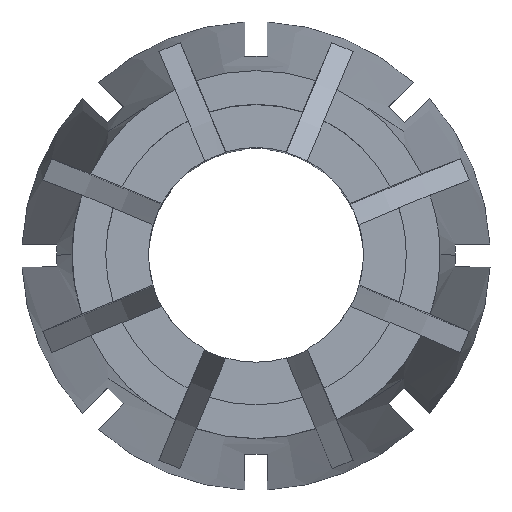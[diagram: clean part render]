
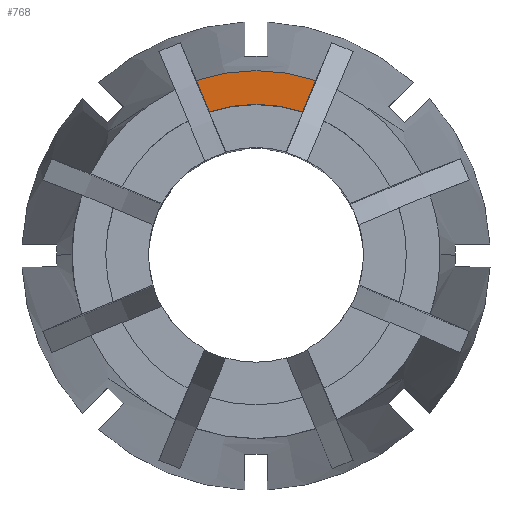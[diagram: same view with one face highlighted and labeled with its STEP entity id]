
A CAD part, top view. The second image highlights one B-rep face of the part: STEP entity #768.
In plain terms, the highlighted planar face has unit normal (0, 0, 1).
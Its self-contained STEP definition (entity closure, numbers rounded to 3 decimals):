
#86 = DIRECTION ( 'NONE',  ( 0.383, 0.924, 0. ) ) ;
#94 = EDGE_CURVE ( 'NONE', #1546, #1807, #1716, .T. ) ;
#103 = ORIENTED_EDGE ( 'NONE', *, *, #2406, .T. ) ;
#210 = ORIENTED_EDGE ( 'NONE', *, *, #3221, .F. ) ;
#222 = CARTESIAN_POINT ( 'NONE',  ( 1.945, 5.676, 0. ) ) ;
#308 = CARTESIAN_POINT ( 'NONE',  ( 1.523, 4.657, 0. ) ) ;
#326 = EDGE_CURVE ( 'NONE', #4395, #3794, #1180, .T. ) ;
#581 = PLANE ( 'NONE',  #1507 ) ;
#741 = CARTESIAN_POINT ( 'NONE',  ( -1.945, 5.676, 0. ) ) ;
#768 = ADVANCED_FACE ( 'NONE', ( #3197 ), #581, .F. ) ;
#859 = DIRECTION ( 'NONE',  ( 0., 0., -1. ) ) ;
#880 = DIRECTION ( 'NONE',  ( -1., 0., 0. ) ) ;
#886 = AXIS2_PLACEMENT_3D ( 'NONE', #4235, #3850, #1103 ) ;
#897 = LINE ( 'NONE', #2641, #4491 ) ;
#922 = EDGE_LOOP ( 'NONE', ( #3537, #103, #1191, #210 ) ) ;
#928 = DIRECTION ( 'NONE',  ( -0.383, 0.924, 0. ) ) ;
#1103 = DIRECTION ( 'NONE',  ( 1., 0., 0. ) ) ;
#1112 = CARTESIAN_POINT ( 'NONE',  ( -0.346, 0.144, 0. ) ) ;
#1180 = CIRCLE ( 'NONE', #886, 6. ) ;
#1191 = ORIENTED_EDGE ( 'NONE', *, *, #326, .T. ) ;
#1507 = AXIS2_PLACEMENT_3D ( 'NONE', #1653, #859, #880 ) ;
#1546 = VERTEX_POINT ( 'NONE', #308 ) ;
#1653 = CARTESIAN_POINT ( 'NONE',  ( 0., 0., 0. ) ) ;
#1716 = CIRCLE ( 'NONE', #3029, 4.9 ) ;
#1807 = VERTEX_POINT ( 'NONE', #4096 ) ;
#1849 = DIRECTION ( 'NONE',  ( 1., 0., 0. ) ) ;
#2230 = DIRECTION ( 'NONE',  ( 0., 0., 1. ) ) ;
#2406 = EDGE_CURVE ( 'NONE', #1546, #4395, #3408, .T. ) ;
#2641 = CARTESIAN_POINT ( 'NONE',  ( 0.346, 0.144, 0. ) ) ;
#2827 = CARTESIAN_POINT ( 'NONE',  ( 0., 0., 0. ) ) ;
#3029 = AXIS2_PLACEMENT_3D ( 'NONE', #2827, #2230, #1849 ) ;
#3197 = FACE_OUTER_BOUND ( 'NONE', #922, .T. ) ;
#3221 = EDGE_CURVE ( 'NONE', #1807, #3794, #897, .T. ) ;
#3408 = LINE ( 'NONE', #1112, #4244 ) ;
#3537 = ORIENTED_EDGE ( 'NONE', *, *, #94, .F. ) ;
#3794 = VERTEX_POINT ( 'NONE', #741 ) ;
#3850 = DIRECTION ( 'NONE',  ( 0., 0., 1. ) ) ;
#4096 = CARTESIAN_POINT ( 'NONE',  ( -1.523, 4.657, 0. ) ) ;
#4235 = CARTESIAN_POINT ( 'NONE',  ( 0., 0., 0. ) ) ;
#4244 = VECTOR ( 'NONE', #86, 1000. ) ;
#4395 = VERTEX_POINT ( 'NONE', #222 ) ;
#4491 = VECTOR ( 'NONE', #928, 1000. ) ;
